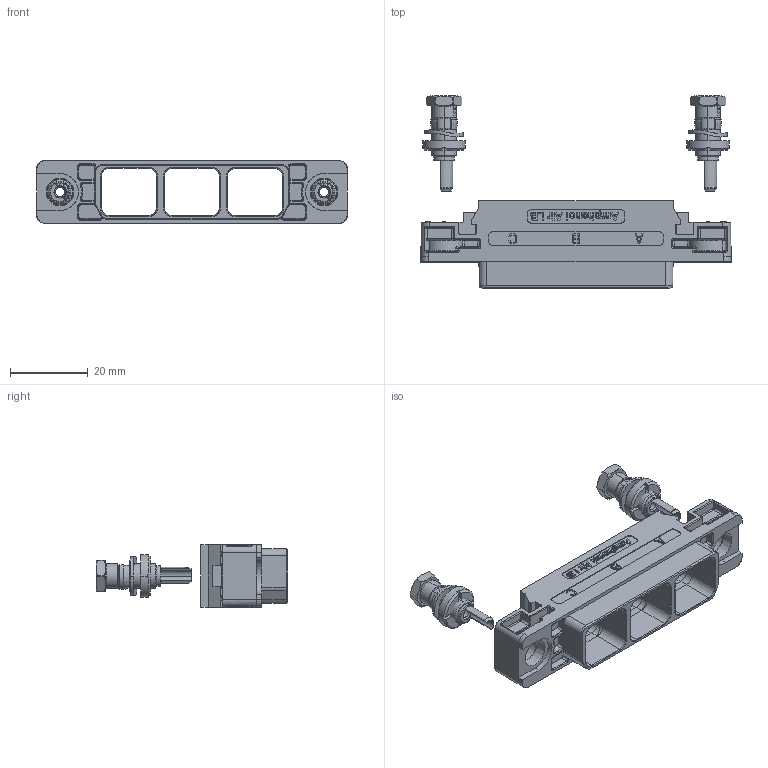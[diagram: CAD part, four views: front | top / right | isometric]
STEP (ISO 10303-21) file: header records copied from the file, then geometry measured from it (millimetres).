
FILE_DESCRIPTION((''),'2;1');
FILE_NAME('3365_8015_000_ASM','2022-03-21T',('awanschoor'),(''),'CREO PARAMETRIC BY PTC INC, 2018360','CREO PARAMETRIC BY PTC INC, 2018360','');
FILE_SCHEMA(('CONFIG_CONTROL_DESIGN'));
Products named in the file (16): 3365_5001_303; 3354_0027_783; 3354_0027_045_TS; 3354_0027_045_ASM; 001900_078_75; 001900_078_07_TS; 001900_078_07_ASM; 3354_5159_000_ASM; 3012_6052_752; 3012_6052_045_TS; 3012_6052_045_ASM; 001900_062_61; 001900_062_07_TS; 001900_062_07_ASM; 3354_5160_000_ASM; 3365_8015_000_ASM
Assembly tree (16 placements, depth 5):
  3365_8015_000_ASM
    3365_5001_303
    3354_5160_000_ASM  x2
      3354_5159_000_ASM
        3354_0027_045_ASM
          3354_0027_783
          3354_0027_045_TS
        001900_078_07_ASM
          001900_078_75
          001900_078_07_TS
      3012_6052_045_ASM
        3012_6052_752
        3012_6052_045_TS
      001900_062_07_ASM
        001900_062_61
        001900_062_07_TS
Bounding box: 79.95 x 49.45 x 16.1 mm (x, y, z)
Volume: 8653.9 mm3; surface area: 14231.7 mm2
Topology: 15 solids, 21 shells, 1849 faces, 4892 edges, 3133 vertices
Faces by surface type: plane 1005, cylinder 330, cone 176, extrusion 148, bspline 134, torus 48, sphere 8
Entity records: 58931 total; most frequent: CARTESIAN_POINT 20331, ORIENTED_EDGE 8500, DIRECTION 7029, EDGE_CURVE 4250, VECTOR 2907, LINE 2772, VERTEX_POINT 2716, AXIS2_PLACEMENT_3D 2061
